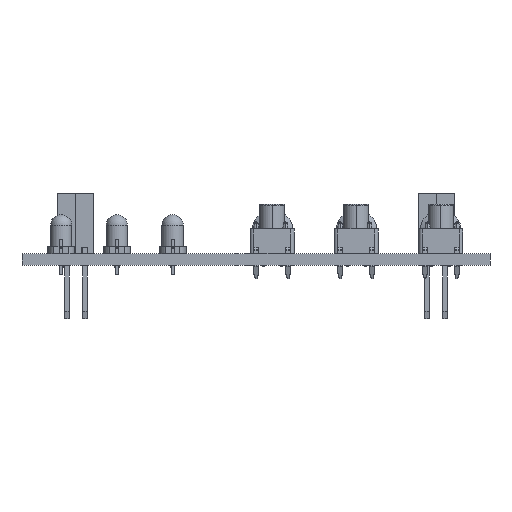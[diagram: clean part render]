
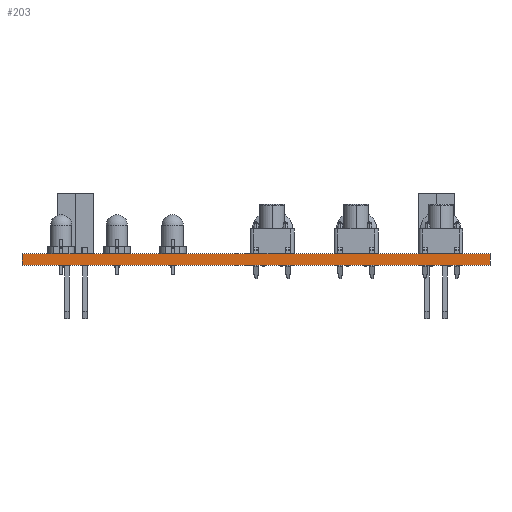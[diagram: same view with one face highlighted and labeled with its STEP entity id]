
A CAD part, front view. The second image highlights one B-rep face of the part: STEP entity #203.
In plain terms, the highlighted planar face has unit normal (0, -1, 0).
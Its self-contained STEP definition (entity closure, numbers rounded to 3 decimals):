
#105 = EDGE_CURVE('',#106,#108,#110,.T.);
#106 = VERTEX_POINT('',#107);
#107 = CARTESIAN_POINT('',(0.,0.,0.));
#108 = VERTEX_POINT('',#109);
#109 = CARTESIAN_POINT('',(0.,0.,1.619));
#110 = LINE('',#111,#112);
#111 = CARTESIAN_POINT('',(0.,0.,0.));
#112 = VECTOR('',#113,1.);
#113 = DIRECTION('',(0.,0.,1.));
#178 = VERTEX_POINT('',#179);
#179 = CARTESIAN_POINT('',(66.,0.,1.619));
#185 = EDGE_CURVE('',#186,#178,#188,.T.);
#186 = VERTEX_POINT('',#187);
#187 = CARTESIAN_POINT('',(66.,0.,0.));
#188 = LINE('',#189,#190);
#189 = CARTESIAN_POINT('',(66.,0.,0.));
#190 = VECTOR('',#191,1.);
#191 = DIRECTION('',(0.,0.,1.));
#203 = ADVANCED_FACE('',(#204),#220,.T.);
#204 = FACE_BOUND('',#205,.T.);
#205 = EDGE_LOOP('',(#206,#207,#213,#214));
#206 = ORIENTED_EDGE('',*,*,#185,.T.);
#207 = ORIENTED_EDGE('',*,*,#208,.T.);
#208 = EDGE_CURVE('',#178,#108,#209,.T.);
#209 = LINE('',#210,#211);
#210 = CARTESIAN_POINT('',(66.,0.,1.619));
#211 = VECTOR('',#212,1.);
#212 = DIRECTION('',(-1.,0.,0.));
#213 = ORIENTED_EDGE('',*,*,#105,.F.);
#214 = ORIENTED_EDGE('',*,*,#215,.F.);
#215 = EDGE_CURVE('',#186,#106,#216,.T.);
#216 = LINE('',#217,#218);
#217 = CARTESIAN_POINT('',(66.,0.,0.));
#218 = VECTOR('',#219,1.);
#219 = DIRECTION('',(-1.,0.,0.));
#220 = PLANE('',#221);
#221 = AXIS2_PLACEMENT_3D('',#222,#223,#224);
#222 = CARTESIAN_POINT('',(66.,0.,0.));
#223 = DIRECTION('',(0.,-1.,0.));
#224 = DIRECTION('',(-1.,0.,0.));
